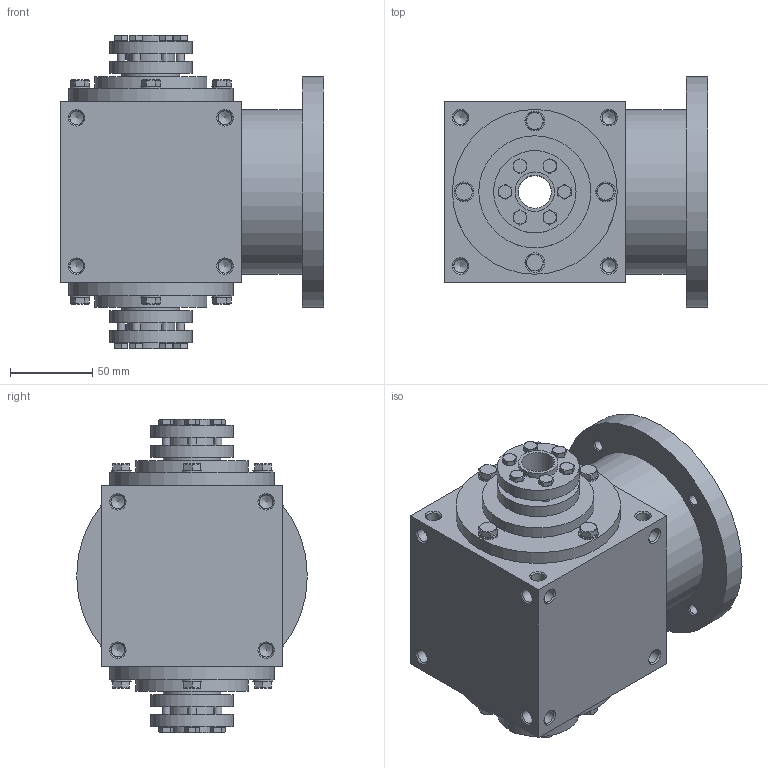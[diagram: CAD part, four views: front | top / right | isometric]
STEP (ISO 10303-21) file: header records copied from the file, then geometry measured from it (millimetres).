
FILE_DESCRIPTION( ( 'STEP AP214' ), '1' );
FILE_NAME( 'MRA110_MC2_R.1_2_63_B5.stp', '2018-08-16T07:19:14', ( '' ), ( '' ), ' ', 'PARTsolutions', ' ' );
FILE_SCHEMA( ( 'AUTOMOTIVE_DESIGN { 1 0 10303 214 1 1 1 1 }' ) );
Length unit declared in the file: millimetre
Products named in the file (5): MRA110_MC2_R.1/2_63/B5; _MRA11020-case; _MRX110_2-flange; _RC_RR110-screw; _RA110-shrink_disk
Assembly tree (12 placements, depth 2):
  MRA110_MC2_R.1/2_63/B5
    _MRA11020-case
    _MRX110_2-flange
    _RC_RR110-screw  x8
    _RA110-shrink_disk  x2
Bounding box: 160 x 140 x 190 mm (x, y, z)
Volume: 1943493.9 mm3; surface area: 185826.2 mm2
Topology: 12 solids, 12 shells, 485 faces, 1170 edges, 727 vertices
Faces by surface type: plane 201, cone 176, cylinder 108
Full cylindrical faces by diameter (mm): 5 x12, 6.647 x4, 6.88 x12, 8.376 x48, 12 x8, 20 x2, 22 x1, 24 x5, 29 x2, 35 x2, 50 x4, 68 x2, 95 x1, 100 x3, 140 x1
Entity records: 9542 total; most frequent: CARTESIAN_POINT 1518, DIRECTION 1254, ORIENTED_EDGE 964, AXIS2_PLACEMENT_3D 574, EDGE_CURVE 482, EDGE_LOOP 462, VERTEX_POINT 382, FACE_OUTER_BOUND 353
